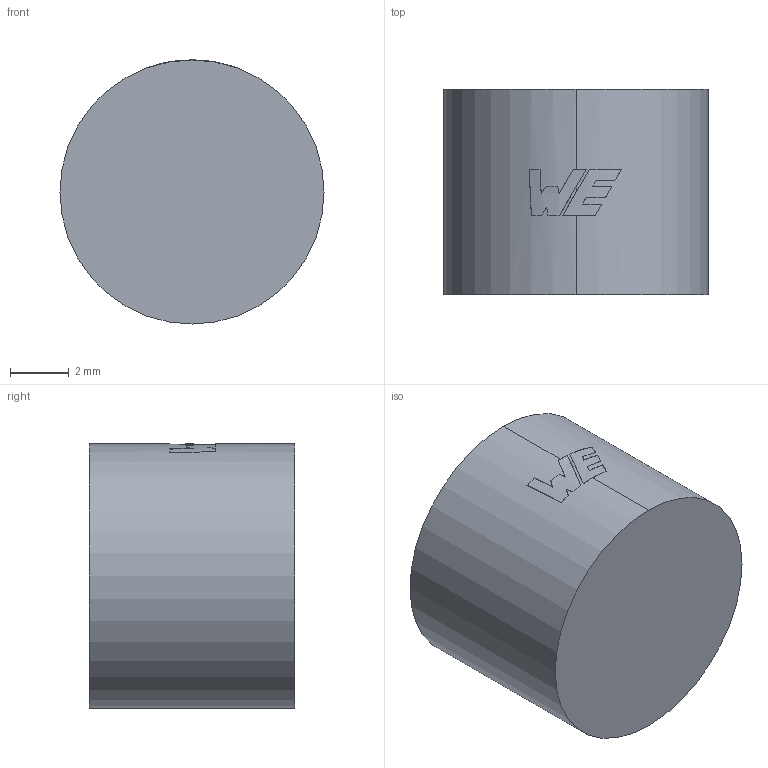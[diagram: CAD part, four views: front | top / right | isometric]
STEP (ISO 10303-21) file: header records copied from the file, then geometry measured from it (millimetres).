
FILE_DESCRIPTION (( 'STEP AP203' ), '1' );
FILE_NAME ('LF992004-B01.STEP', '2021-09-10T12:39:54', ( '' ), ( '' ), 'SwSTEP 2.0', 'SolidWorks 2018', '' );
FILE_SCHEMA (( 'CONFIG_CONTROL_DESIGN' ));
Length unit declared in the file: millimetre
Products named in the file (1): LF992004-B01
Bounding box: 9 x 7 x 9 mm (x, y, z)
Volume: 394.9 mm3; surface area: 382.1 mm2
Topology: 1 solids, 1 shells, 37 faces, 101 edges, 65 vertices
Faces by surface type: bspline 14, plane 13, cylinder 6, cone 4
Entity records: 1323 total; most frequent: CARTESIAN_POINT 437, ORIENTED_EDGE 198, DIRECTION 126, EDGE_CURVE 99, VERTEX_POINT 65, AXIS2_PLACEMENT_3D 58, B_SPLINE_CURVE_WITH_KNOTS 55, EDGE_LOOP 38
